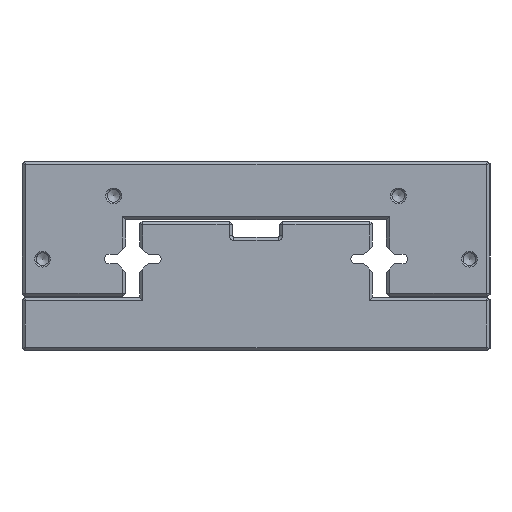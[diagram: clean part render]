
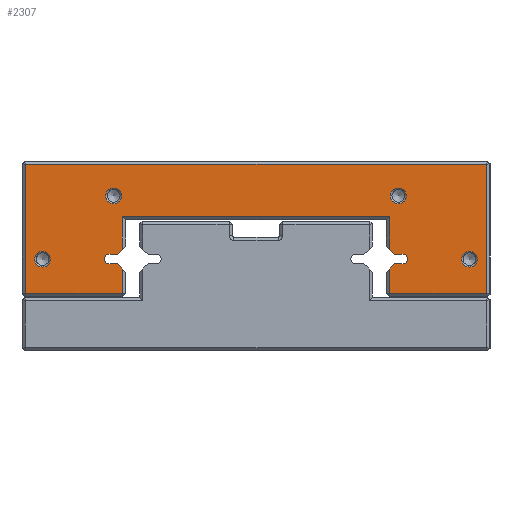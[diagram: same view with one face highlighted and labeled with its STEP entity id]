
A CAD part, left-side view. The second image highlights one B-rep face of the part: STEP entity #2307.
In plain terms, the highlighted planar face has unit normal (-1, 0, 0).
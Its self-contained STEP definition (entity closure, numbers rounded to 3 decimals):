
#1081=FACE_BOUND('',#4747,.T.);
#1082=FACE_BOUND('',#4748,.T.);
#1083=FACE_BOUND('',#4749,.T.);
#1084=FACE_BOUND('',#4750,.T.);
#1085=FACE_BOUND('',#4751,.T.);
#1733=CIRCLE('',#15460,1.5);
#1738=CIRCLE('',#15473,1.5);
#1744=CIRCLE('',#15485,2.5);
#1745=CIRCLE('',#15486,2.5);
#1746=CIRCLE('',#15487,2.5);
#1747=CIRCLE('',#15488,2.5);
#2307=ADVANCED_FACE('',(#1081,#1082,#1083,#1084,#1085),#3140,.T.);
#3140=PLANE('',#15489);
#4747=EDGE_LOOP('',(#7146,#7147,#7148,#7149,#7150,#7151,#7152,#7153,#7154,
#7155,#7156,#7157,#7158,#7159,#7160,#7161,#7162,#7163,#7164,#7165,#7166,
#7167,#7168,#7169));
#4748=EDGE_LOOP('',(#7170));
#4749=EDGE_LOOP('',(#7171));
#4750=EDGE_LOOP('',(#7172));
#4751=EDGE_LOOP('',(#7173));
#7146=ORIENTED_EDGE('',*,*,#11402,.F.);
#7147=ORIENTED_EDGE('',*,*,#11443,.T.);
#7148=ORIENTED_EDGE('',*,*,#11444,.T.);
#7149=ORIENTED_EDGE('',*,*,#11445,.T.);
#7150=ORIENTED_EDGE('',*,*,#11385,.F.);
#7151=ORIENTED_EDGE('',*,*,#11379,.F.);
#7152=ORIENTED_EDGE('',*,*,#11376,.F.);
#7153=ORIENTED_EDGE('',*,*,#11373,.F.);
#7154=ORIENTED_EDGE('',*,*,#11371,.F.);
#7155=ORIENTED_EDGE('',*,*,#11446,.T.);
#7156=ORIENTED_EDGE('',*,*,#11447,.T.);
#7157=ORIENTED_EDGE('',*,*,#11448,.T.);
#7158=ORIENTED_EDGE('',*,*,#11449,.T.);
#7159=ORIENTED_EDGE('',*,*,#11450,.T.);
#7160=ORIENTED_EDGE('',*,*,#11451,.T.);
#7161=ORIENTED_EDGE('',*,*,#11452,.T.);
#7162=ORIENTED_EDGE('',*,*,#11453,.T.);
#7163=ORIENTED_EDGE('',*,*,#11454,.T.);
#7164=ORIENTED_EDGE('',*,*,#11455,.T.);
#7165=ORIENTED_EDGE('',*,*,#11456,.T.);
#7166=ORIENTED_EDGE('',*,*,#11416,.F.);
#7167=ORIENTED_EDGE('',*,*,#11410,.F.);
#7168=ORIENTED_EDGE('',*,*,#11407,.F.);
#7169=ORIENTED_EDGE('',*,*,#11404,.F.);
#7170=ORIENTED_EDGE('',*,*,#11457,.T.);
#7171=ORIENTED_EDGE('',*,*,#11458,.T.);
#7172=ORIENTED_EDGE('',*,*,#11459,.T.);
#7173=ORIENTED_EDGE('',*,*,#11460,.T.);
#9843=VERTEX_POINT('',#22405);
#9844=VERTEX_POINT('',#22407);
#9845=VERTEX_POINT('',#22411);
#9847=VERTEX_POINT('',#22417);
#9849=VERTEX_POINT('',#22423);
#9854=VERTEX_POINT('',#22435);
#9866=VERTEX_POINT('',#22467);
#9867=VERTEX_POINT('',#22469);
#9868=VERTEX_POINT('',#22473);
#9870=VERTEX_POINT('',#22479);
#9872=VERTEX_POINT('',#22485);
#9877=VERTEX_POINT('',#22497);
#9900=VERTEX_POINT('',#22551);
#9901=VERTEX_POINT('',#22553);
#9902=VERTEX_POINT('',#22556);
#9903=VERTEX_POINT('',#22558);
#9904=VERTEX_POINT('',#22560);
#9905=VERTEX_POINT('',#22562);
#9906=VERTEX_POINT('',#22564);
#9907=VERTEX_POINT('',#22566);
#9908=VERTEX_POINT('',#22568);
#9909=VERTEX_POINT('',#22570);
#9910=VERTEX_POINT('',#22572);
#9911=VERTEX_POINT('',#22574);
#9912=VERTEX_POINT('',#22577);
#9913=VERTEX_POINT('',#22579);
#9914=VERTEX_POINT('',#22581);
#9915=VERTEX_POINT('',#22583);
#11371=EDGE_CURVE('',#9843,#9844,#12899,.T.);
#11373=EDGE_CURVE('',#9844,#9845,#12901,.T.);
#11376=EDGE_CURVE('',#9845,#9847,#1733,.T.);
#11379=EDGE_CURVE('',#9847,#9849,#12905,.T.);
#11385=EDGE_CURVE('',#9849,#9854,#12911,.T.);
#11402=EDGE_CURVE('',#9866,#9867,#12925,.T.);
#11404=EDGE_CURVE('',#9867,#9868,#12927,.T.);
#11407=EDGE_CURVE('',#9868,#9870,#1738,.T.);
#11410=EDGE_CURVE('',#9870,#9872,#12931,.T.);
#11416=EDGE_CURVE('',#9872,#9877,#12937,.T.);
#11443=EDGE_CURVE('',#9866,#9900,#12960,.T.);
#11444=EDGE_CURVE('',#9900,#9901,#12961,.T.);
#11445=EDGE_CURVE('',#9901,#9854,#12962,.T.);
#11446=EDGE_CURVE('',#9843,#9902,#12963,.T.);
#11447=EDGE_CURVE('',#9902,#9903,#12964,.T.);
#11448=EDGE_CURVE('',#9903,#9904,#12965,.T.);
#11449=EDGE_CURVE('',#9904,#9905,#12966,.T.);
#11450=EDGE_CURVE('',#9905,#9906,#12967,.T.);
#11451=EDGE_CURVE('',#9906,#9907,#12968,.T.);
#11452=EDGE_CURVE('',#9907,#9908,#12969,.T.);
#11453=EDGE_CURVE('',#9908,#9909,#12970,.T.);
#11454=EDGE_CURVE('',#9909,#9910,#12971,.T.);
#11455=EDGE_CURVE('',#9910,#9911,#12972,.T.);
#11456=EDGE_CURVE('',#9911,#9877,#12973,.T.);
#11457=EDGE_CURVE('',#9912,#9912,#1744,.T.);
#11458=EDGE_CURVE('',#9913,#9913,#1745,.T.);
#11459=EDGE_CURVE('',#9914,#9914,#1746,.T.);
#11460=EDGE_CURVE('',#9915,#9915,#1747,.T.);
#12899=LINE('',#22406,#14131);
#12901=LINE('',#22410,#14133);
#12905=LINE('',#22422,#14137);
#12911=LINE('',#22434,#14143);
#12925=LINE('',#22468,#14157);
#12927=LINE('',#22472,#14159);
#12931=LINE('',#22484,#14163);
#12937=LINE('',#22496,#14169);
#12960=LINE('',#22550,#14192);
#12961=LINE('',#22552,#14193);
#12962=LINE('',#22554,#14194);
#12963=LINE('',#22555,#14195);
#12964=LINE('',#22557,#14196);
#12965=LINE('',#22559,#14197);
#12966=LINE('',#22561,#14198);
#12967=LINE('',#22563,#14199);
#12968=LINE('',#22565,#14200);
#12969=LINE('',#22567,#14201);
#12970=LINE('',#22569,#14202);
#12971=LINE('',#22571,#14203);
#12972=LINE('',#22573,#14204);
#12973=LINE('',#22575,#14205);
#14131=VECTOR('',#17932,1.);
#14133=VECTOR('',#17936,1.);
#14137=VECTOR('',#17948,1.);
#14143=VECTOR('',#17956,1.);
#14157=VECTOR('',#17984,1.);
#14159=VECTOR('',#17988,1.);
#14163=VECTOR('',#18000,1.);
#14169=VECTOR('',#18008,1.);
#14192=VECTOR('',#18047,1.);
#14193=VECTOR('',#18048,1.);
#14194=VECTOR('',#18049,1.);
#14195=VECTOR('',#18050,1.);
#14196=VECTOR('',#18051,1.);
#14197=VECTOR('',#18052,1.);
#14198=VECTOR('',#18053,1.);
#14199=VECTOR('',#18054,1.);
#14200=VECTOR('',#18055,1.);
#14201=VECTOR('',#18056,1.);
#14202=VECTOR('',#18057,1.);
#14203=VECTOR('',#18058,1.);
#14204=VECTOR('',#18059,1.);
#14205=VECTOR('',#18060,1.);
#15460=AXIS2_PLACEMENT_3D('',#22416,#17941,#17942);
#15473=AXIS2_PLACEMENT_3D('',#22478,#17993,#17994);
#15485=AXIS2_PLACEMENT_3D('',#22576,#18061,#18062);
#15486=AXIS2_PLACEMENT_3D('',#22578,#18063,#18064);
#15487=AXIS2_PLACEMENT_3D('',#22580,#18065,#18066);
#15488=AXIS2_PLACEMENT_3D('',#22582,#18067,#18068);
#15489=AXIS2_PLACEMENT_3D('',#22584,#18069,#18070);
#17932=DIRECTION('',(0.,-0.707,0.707));
#17936=DIRECTION('',(0.,-1.,0.));
#17941=DIRECTION('',(-1.,0.,0.));
#17942=DIRECTION('',(0.,0.,-1.));
#17948=DIRECTION('',(0.,1.,0.));
#17956=DIRECTION('',(0.,0.707,0.707));
#17984=DIRECTION('',(0.,0.707,-0.707));
#17988=DIRECTION('',(0.,1.,0.));
#17993=DIRECTION('',(-1.,0.,0.));
#17994=DIRECTION('',(0.,0.,1.));
#18000=DIRECTION('',(0.,-1.,0.));
#18008=DIRECTION('',(0.,-0.707,-0.707));
#18047=DIRECTION('',(0.,0.,1.));
#18048=DIRECTION('',(0.,-1.,0.));
#18049=DIRECTION('',(0.,0.,-1.));
#18050=DIRECTION('',(0.,0.,-1.));
#18051=DIRECTION('',(0.,-1.,0.));
#18052=DIRECTION('',(0.,-0.707,0.707));
#18053=DIRECTION('',(0.,0.,1.));
#18054=DIRECTION('',(0.,0.707,0.707));
#18055=DIRECTION('',(0.,1.,0.));
#18056=DIRECTION('',(0.,0.707,-0.707));
#18057=DIRECTION('',(0.,0.,-1.));
#18058=DIRECTION('',(0.,-0.707,-0.707));
#18059=DIRECTION('',(0.,-1.,0.));
#18060=DIRECTION('',(0.,0.,1.));
#18061=DIRECTION('',(1.,0.,0.));
#18062=DIRECTION('',(0.,0.,-1.));
#18063=DIRECTION('',(1.,0.,0.));
#18064=DIRECTION('',(0.,0.,-1.));
#18065=DIRECTION('',(1.,0.,0.));
#18066=DIRECTION('',(0.,0.,-1.));
#18067=DIRECTION('',(1.,0.,0.));
#18068=DIRECTION('',(0.,0.,-1.));
#18069=DIRECTION('',(-1.,0.,0.));
#18070=DIRECTION('',(0.,0.,1.));
#22405=CARTESIAN_POINT('',(80.,31.75,25.886));
#22406=CARTESIAN_POINT('',(80.,32.75,24.886));
#22407=CARTESIAN_POINT('',(80.,30.136,27.5));
#22410=CARTESIAN_POINT('',(80.,30.136,27.5));
#22411=CARTESIAN_POINT('',(80.,27.5,27.5));
#22416=CARTESIAN_POINT('',(80.,27.5,29.));
#22417=CARTESIAN_POINT('',(80.,27.5,30.5));
#22422=CARTESIAN_POINT('',(80.,27.5,30.5));
#22423=CARTESIAN_POINT('',(80.,30.136,30.5));
#22434=CARTESIAN_POINT('',(80.,30.136,30.5));
#22435=CARTESIAN_POINT('',(80.,31.75,32.114));
#22467=CARTESIAN_POINT('',(80.,116.25,32.114));
#22468=CARTESIAN_POINT('',(80.,115.25,33.114));
#22469=CARTESIAN_POINT('',(80.,117.864,30.5));
#22472=CARTESIAN_POINT('',(80.,117.864,30.5));
#22473=CARTESIAN_POINT('',(80.,120.5,30.5));
#22478=CARTESIAN_POINT('',(80.,120.5,29.));
#22479=CARTESIAN_POINT('',(80.,120.5,27.5));
#22484=CARTESIAN_POINT('',(80.,120.5,27.5));
#22485=CARTESIAN_POINT('',(80.,117.864,27.5));
#22496=CARTESIAN_POINT('',(80.,117.864,27.5));
#22497=CARTESIAN_POINT('',(80.,116.25,25.886));
#22550=CARTESIAN_POINT('',(80.,116.25,41.5));
#22551=CARTESIAN_POINT('',(80.,116.25,42.5));
#22552=CARTESIAN_POINT('',(80.,32.75,42.5));
#22553=CARTESIAN_POINT('',(80.,31.75,42.5));
#22554=CARTESIAN_POINT('',(80.,31.75,33.114));
#22555=CARTESIAN_POINT('',(80.,31.75,17.2));
#22556=CARTESIAN_POINT('',(80.,31.75,18.2));
#22557=CARTESIAN_POINT('',(80.,0.7,18.2));
#22558=CARTESIAN_POINT('',(80.,1.114,18.2));
#22559=CARTESIAN_POINT('',(80.,8.907,10.407));
#22560=CARTESIAN_POINT('',(80.,1.,18.314));
#22561=CARTESIAN_POINT('',(80.,1.,59.3));
#22562=CARTESIAN_POINT('',(80.,1.,58.886));
#22563=CARTESIAN_POINT('',(80.,-0.693,57.193));
#22564=CARTESIAN_POINT('',(80.,1.114,59.));
#22565=CARTESIAN_POINT('',(80.,147.3,59.));
#22566=CARTESIAN_POINT('',(80.,146.886,59.));
#22567=CARTESIAN_POINT('',(80.,102.193,103.693));
#22568=CARTESIAN_POINT('',(80.,147.,58.886));
#22569=CARTESIAN_POINT('',(80.,147.,17.9));
#22570=CARTESIAN_POINT('',(80.,147.,18.314));
#22571=CARTESIAN_POINT('',(80.,92.593,-36.093));
#22572=CARTESIAN_POINT('',(80.,146.886,18.2));
#22573=CARTESIAN_POINT('',(80.,115.25,18.2));
#22574=CARTESIAN_POINT('',(80.,116.25,18.2));
#22575=CARTESIAN_POINT('',(80.,116.25,24.886));
#22576=CARTESIAN_POINT('',(80.,141.5,29.));
#22577=CARTESIAN_POINT('',(80.,141.5,26.5));
#22578=CARTESIAN_POINT('',(80.,6.5,29.));
#22579=CARTESIAN_POINT('',(80.,6.5,26.5));
#22580=CARTESIAN_POINT('',(80.,29.,49.));
#22581=CARTESIAN_POINT('',(80.,29.,46.5));
#22582=CARTESIAN_POINT('',(80.,119.,49.));
#22583=CARTESIAN_POINT('',(80.,119.,46.5));
#22584=CARTESIAN_POINT('',(80.,27.5,29.));
